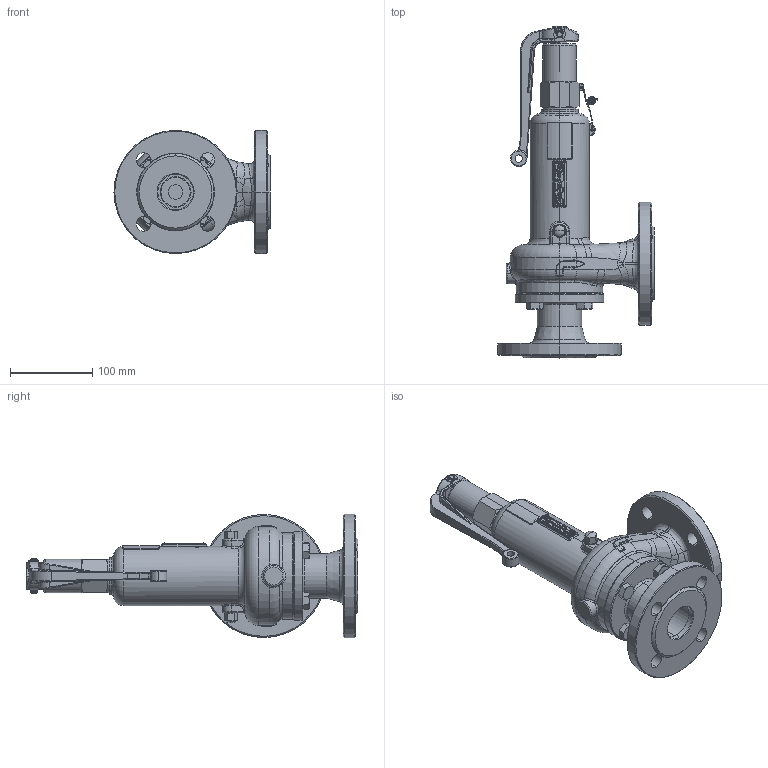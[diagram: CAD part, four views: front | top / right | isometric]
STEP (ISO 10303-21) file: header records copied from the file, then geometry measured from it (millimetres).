
FILE_DESCRIPTION (( 'STEP AP203' ), '1' );
FILE_NAME ('Typ 3 BG II.STEP', '2017-12-15T06:22:36', ( '' ), ( '' ), 'SwSTEP 2.0', 'SolidWorks 2016', '' );
FILE_SCHEMA (( 'CONFIG_CONTROL_DESIGN' ));
Products named in the file (1): Typ 3 BG II
Bounding box: 190 x 404.2 x 150 mm (x, y, z)
Volume: 1639897 mm3; surface area: 473757.9 mm2
Topology: 39 solids, 39 shells, 2489 faces, 6237 edges, 3877 vertices
Faces by surface type: plane 801, bspline 756, cylinder 548, torus 231, cone 139, sphere 14
Entity records: 117753 total; most frequent: CARTESIAN_POINT 63400, ORIENTED_EDGE 12392, DIRECTION 9699, EDGE_CURVE 6196, VERTEX_POINT 3877, AXIS2_PLACEMENT_3D 3574, EDGE_LOOP 2665, LINE 2551
